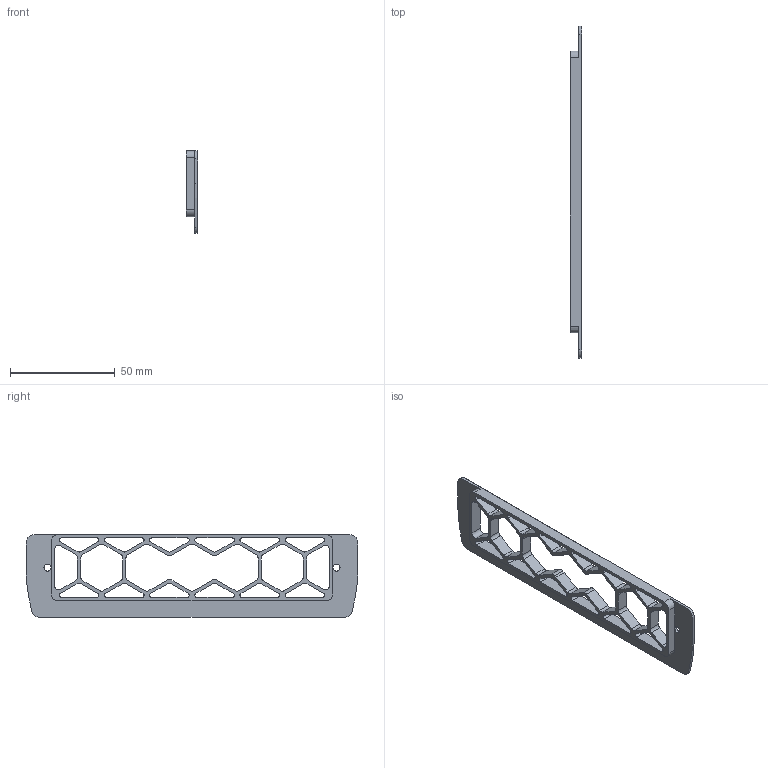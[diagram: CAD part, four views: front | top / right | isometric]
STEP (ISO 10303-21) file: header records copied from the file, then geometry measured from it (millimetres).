
FILE_DESCRIPTION(/* description */ (''),/* implementation_level */ '2;1');
FILE_NAME(/* name */ 'ExhaustGrill.step',/* time_stamp */ '2024-02-11T15:49:18-05:00',/* author */ (''),/* organization */ (''),/* preprocessor_version */ 'ST-DEVELOPER v20',/* originating_system */ 'Autodesk Translation Framework v12.20.1.177',/* authorisation */ '');
FILE_SCHEMA (('AUTOMOTIVE_DESIGN { 1 0 10303 214 3 1 1 }'));
Length unit declared in the file: millimetre
Products named in the file (1): ExhaustGrill
Bounding box: 5.6 x 158.8 x 39.6 mm (x, y, z)
Volume: 9449.9 mm3; surface area: 13215.7 mm2
Topology: 1 solids, 1 shells, 175 faces, 510 edges, 335 vertices
Faces by surface type: plane 85, cylinder 82, cone 8
Full cylindrical faces by diameter (mm): 3.4 x2
Entity records: 5933 total; most frequent: DIRECTION 1035, CARTESIAN_POINT 1021, ORIENTED_EDGE 1020, EDGE_CURVE 510, AXIS2_PLACEMENT_3D 349, LINE 337, VECTOR 337, VERTEX_POINT 335
